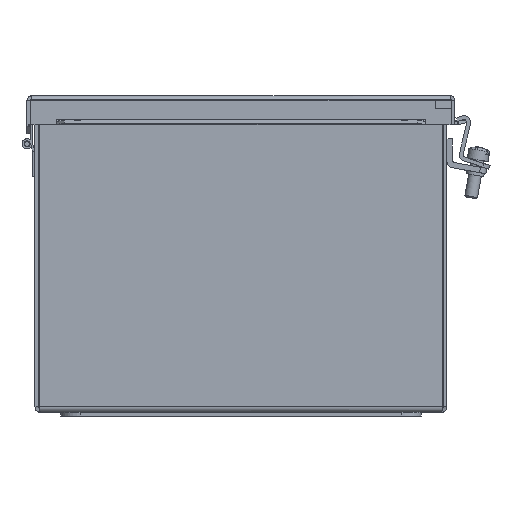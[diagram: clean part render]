
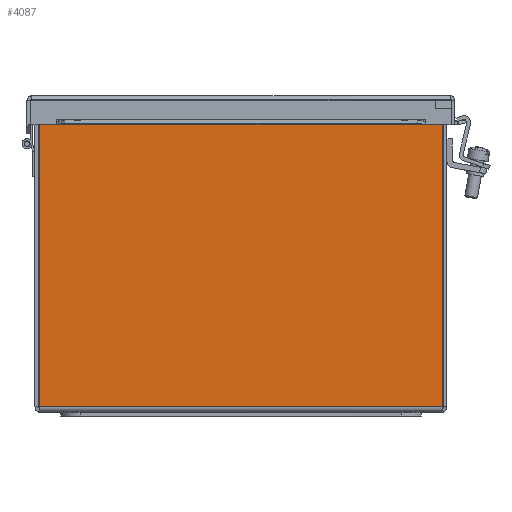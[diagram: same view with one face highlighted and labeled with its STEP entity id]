
A CAD part, front view. The second image highlights one B-rep face of the part: STEP entity #4087.
In plain terms, the highlighted planar face has unit normal (0, -1, 0).
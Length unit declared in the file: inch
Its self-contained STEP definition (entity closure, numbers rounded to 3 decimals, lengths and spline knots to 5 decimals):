
#3352=CARTESIAN_POINT('',(0.08107,0.,5.89475));
#3353=VERTEX_POINT('',#3352);
#3367=CARTESIAN_POINT('',(7.91893,0.,5.89475));
#3368=VERTEX_POINT('',#3367);
#3369=CARTESIAN_POINT('',(7.91893,0.,5.89475));
#3370=DIRECTION('',(-1.0,0.0,0.0));
#3371=VECTOR('',#3370,7.83786);
#3372=LINE('',#3369,#3371);
#3373=EDGE_CURVE('',#3368,#3353,#3372,.T.);
#4057=CARTESIAN_POINT('',(4.,0.,3.00714));
#4058=DIRECTION('',(0.0,1.0,0.0));
#4059=DIRECTION('',(1.0,0.0,0.0));
#4060=AXIS2_PLACEMENT_3D('',#4057,#4058,#4059);
#4061=PLANE('',#4060);
#4062=ORIENTED_EDGE('',*,*,#3373,.T.);
#4063=CARTESIAN_POINT('',(0.08107,0.,0.10525));
#4064=VERTEX_POINT('',#4063);
#4065=CARTESIAN_POINT('',(0.08107,0.,0.10525));
#4066=DIRECTION('',(0.0,0.0,1.0));
#4067=VECTOR('',#4066,5.7895);
#4068=LINE('',#4065,#4067);
#4069=EDGE_CURVE('',#4064,#3353,#4068,.T.);
#4070=ORIENTED_EDGE('',*,*,#4069,.F.);
#4071=CARTESIAN_POINT('',(7.91893,0.,0.10525));
#4072=VERTEX_POINT('',#4071);
#4073=CARTESIAN_POINT('',(0.08107,0.,0.10525));
#4074=DIRECTION('',(1.0,0.0,0.0));
#4075=VECTOR('',#4074,7.83786);
#4076=LINE('',#4073,#4075);
#4077=EDGE_CURVE('',#4064,#4072,#4076,.T.);
#4078=ORIENTED_EDGE('',*,*,#4077,.T.);
#4079=CARTESIAN_POINT('',(7.91893,0.,5.89475));
#4080=DIRECTION('',(0.0,0.0,-1.0));
#4081=VECTOR('',#4080,5.7895);
#4082=LINE('',#4079,#4081);
#4083=EDGE_CURVE('',#3368,#4072,#4082,.T.);
#4084=ORIENTED_EDGE('',*,*,#4083,.F.);
#4085=EDGE_LOOP('',(#4062,#4070,#4078,#4084));
#4086=FACE_OUTER_BOUND('',#4085,.T.);
#4087=ADVANCED_FACE('',(#4086),#4061,.F.);
